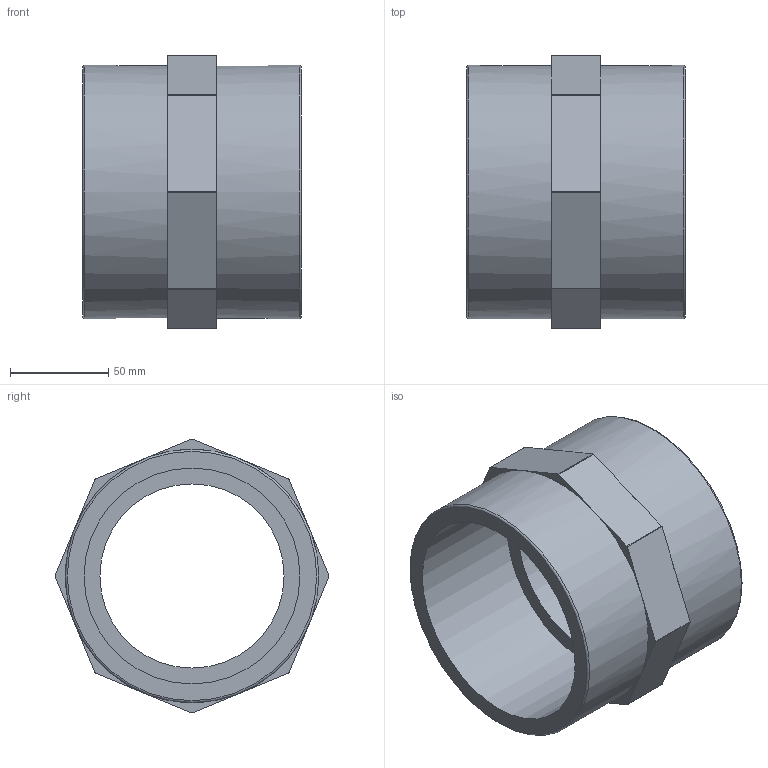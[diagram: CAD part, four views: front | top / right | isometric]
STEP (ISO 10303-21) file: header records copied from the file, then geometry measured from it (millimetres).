
FILE_DESCRIPTION(/* description */ ('PVC Transition Adapter, Socket to Female Threads, Ø110x4", PN16'),/* implementation_level */ '2;1');
FILE_NAME(/* name */ 'SO12U-110-R100',/* time_stamp */ '2022-07-06T16:27:26+02:00',/* author */ ('COAB Solutions'),/* organization */ ('GPA Flowsystem'),/* preprocessor_version */ 'ST-DEVELOPER v18.1',/* originating_system */ 'www.coabsolutions.com',/* authorisation */ '');
FILE_SCHEMA (('AUTOMOTIVE_DESIGN { 1 0 10303 214 3 1 1 }'));
Length unit declared in the file: millimetre
Products named in the file (1): SO12U-110-R100
Bounding box: 111.3 x 139.54 x 139.54 mm (x, y, z)
Volume: 413411.4 mm3; surface area: 97415.7 mm2
Topology: 1 solids, 1 shells, 44 faces, 104 edges, 64 vertices
Faces by surface type: plane 28, cylinder 13, torus 3
Full cylindrical faces by diameter (mm): 93.8 x1, 110 x1, 114.3 x1, 129 x2
Entity records: 1326 total; most frequent: DIRECTION 245, CARTESIAN_POINT 213, ORIENTED_EDGE 208, EDGE_CURVE 104, AXIS2_PLACEMENT_3D 96, VERTEX_POINT 64, LINE 53, VECTOR 53
